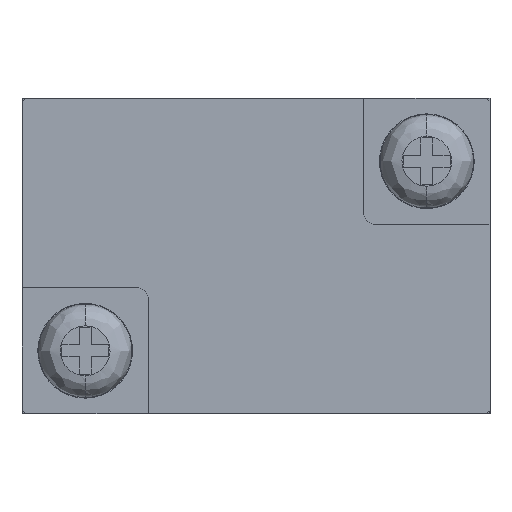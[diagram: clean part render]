
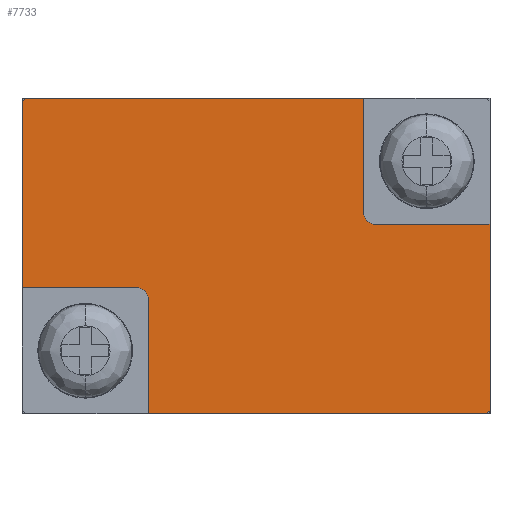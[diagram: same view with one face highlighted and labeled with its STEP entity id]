
A CAD part, front view. The second image highlights one B-rep face of the part: STEP entity #7733.
In plain terms, the highlighted planar face has unit normal (0, -1, 0).
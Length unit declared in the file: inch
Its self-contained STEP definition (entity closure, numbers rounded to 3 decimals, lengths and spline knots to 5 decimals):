
#86 = VERTEX_POINT ( 'NONE', #1226 ) ;
#92 = DIRECTION ( 'NONE',  ( 0., 0., -1. ) ) ;
#94 = DIRECTION ( 'NONE',  ( 0.707, 0., 0.707 ) ) ;
#120 = DIRECTION ( 'NONE',  ( 0., -1., 0. ) ) ;
#134 = CARTESIAN_POINT ( 'NONE',  ( -0.40157, -0.29528, -0.14567 ) ) ;
#259 = CARTESIAN_POINT ( 'NONE',  ( 0.40157, -0.29528, 0.14567 ) ) ;
#301 = DIRECTION ( 'NONE',  ( 0., 0., -1. ) ) ;
#339 = CARTESIAN_POINT ( 'NONE',  ( -0.7874, -0.29528, -0.1063 ) ) ;
#385 = CARTESIAN_POINT ( 'NONE',  ( 0., -0.29528, 0.1063 ) ) ;
#500 = DIRECTION ( 'NONE',  ( 0., 0., 1. ) ) ;
#524 = VECTOR ( 'NONE', #1692, 39.37008 ) ;
#659 = CIRCLE ( 'NONE', #7717, 0.03937 ) ;
#660 = CARTESIAN_POINT ( 'NONE',  ( 0.77559, -0.29528, -0.5315 ) ) ;
#838 = CARTESIAN_POINT ( 'NONE',  ( 0.3622, -0.29528, 0. ) ) ;
#903 = EDGE_CURVE ( 'NONE', #3201, #5445, #6668, .T. ) ;
#923 = DIRECTION ( 'NONE',  ( 0., 0., -1. ) ) ;
#968 = EDGE_CURVE ( 'NONE', #5445, #5777, #3009, .T. ) ;
#1069 = ORIENTED_EDGE ( 'NONE', *, *, #7501, .F. ) ;
#1226 = CARTESIAN_POINT ( 'NONE',  ( 0.7874, -0.29528, 0.1063 ) ) ;
#1386 = AXIS2_PLACEMENT_3D ( 'NONE', #134, #120, #92 ) ;
#1387 = ORIENTED_EDGE ( 'NONE', *, *, #6725, .T. ) ;
#1401 = VECTOR ( 'NONE', #7295, 39.37008 ) ;
#1488 = VERTEX_POINT ( 'NONE', #660 ) ;
#1596 = DIRECTION ( 'NONE',  ( 0., 1., 0. ) ) ;
#1608 = ORIENTED_EDGE ( 'NONE', *, *, #3843, .T. ) ;
#1692 = DIRECTION ( 'NONE',  ( 1., 0., 0. ) ) ;
#2013 = ORIENTED_EDGE ( 'NONE', *, *, #5108, .F. ) ;
#2098 = VERTEX_POINT ( 'NONE', #7053 ) ;
#2264 = LINE ( 'NONE', #385, #524 ) ;
#2272 = CARTESIAN_POINT ( 'NONE',  ( -0.3622, -0.29528, -0.5315 ) ) ;
#2295 = EDGE_CURVE ( 'NONE', #1488, #5142, #3267, .T. ) ;
#2354 = EDGE_CURVE ( 'NONE', #5777, #5670, #5966, .T. ) ;
#2459 = VECTOR ( 'NONE', #8013, 39.37008 ) ;
#2696 = ORIENTED_EDGE ( 'NONE', *, *, #903, .F. ) ;
#2825 = CARTESIAN_POINT ( 'NONE',  ( 0., -0.29528, 0. ) ) ;
#2986 = CARTESIAN_POINT ( 'NONE',  ( 0.3622, -0.29528, 0.5315 ) ) ;
#2995 = CARTESIAN_POINT ( 'NONE',  ( 0.77559, -0.29528, -0.5315 ) ) ;
#3009 = LINE ( 'NONE', #5993, #4819 ) ;
#3046 = LINE ( 'NONE', #2272, #4472 ) ;
#3140 = LINE ( 'NONE', #7593, #5824 ) ;
#3201 = VERTEX_POINT ( 'NONE', #6969 ) ;
#3267 = LINE ( 'NONE', #2995, #1401 ) ;
#3301 = EDGE_CURVE ( 'NONE', #7863, #2098, #7690, .T. ) ;
#3469 = VERTEX_POINT ( 'NONE', #6000 ) ;
#3843 = EDGE_CURVE ( 'NONE', #4404, #2098, #659, .T. ) ;
#4070 = VERTEX_POINT ( 'NONE', #4253 ) ;
#4075 = CARTESIAN_POINT ( 'NONE',  ( -0.7874, -0.29528, 0.51969 ) ) ;
#4084 = PLANE ( 'NONE',  #7830 ) ;
#4119 = VECTOR ( 'NONE', #4355, 39.37008 ) ;
#4253 = CARTESIAN_POINT ( 'NONE',  ( -0.77559, -0.29528, 0.5315 ) ) ;
#4281 = CARTESIAN_POINT ( 'NONE',  ( -0.7874, -0.29528, -0.51969 ) ) ;
#4355 = DIRECTION ( 'NONE',  ( -0.707, 0., -0.707 ) ) ;
#4404 = VERTEX_POINT ( 'NONE', #7140 ) ;
#4459 = ORIENTED_EDGE ( 'NONE', *, *, #5941, .F. ) ;
#4472 = VECTOR ( 'NONE', #301, 39.37008 ) ;
#4670 = DIRECTION ( 'NONE',  ( 0., 1., 0. ) ) ;
#4804 = ORIENTED_EDGE ( 'NONE', *, *, #2354, .F. ) ;
#4819 = VECTOR ( 'NONE', #5968, 39.37008 ) ;
#5084 = ORIENTED_EDGE ( 'NONE', *, *, #968, .F. ) ;
#5108 = EDGE_CURVE ( 'NONE', #4070, #7863, #5533, .T. ) ;
#5142 = VERTEX_POINT ( 'NONE', #6816 ) ;
#5182 = ORIENTED_EDGE ( 'NONE', *, *, #3301, .F. ) ;
#5445 = VERTEX_POINT ( 'NONE', #7818 ) ;
#5511 = ORIENTED_EDGE ( 'NONE', *, *, #2295, .F. ) ;
#5533 = LINE ( 'NONE', #7401, #2459 ) ;
#5670 = VERTEX_POINT ( 'NONE', #4075 ) ;
#5777 = VERTEX_POINT ( 'NONE', #339 ) ;
#5824 = VECTOR ( 'NONE', #94, 39.37008 ) ;
#5919 = DIRECTION ( 'NONE',  ( 0., 0., 1. ) ) ;
#5941 = EDGE_CURVE ( 'NONE', #3469, #1488, #7176, .T. ) ;
#5966 = LINE ( 'NONE', #4281, #7414 ) ;
#5968 = DIRECTION ( 'NONE',  ( -1., 0., 0. ) ) ;
#5993 = CARTESIAN_POINT ( 'NONE',  ( 0., -0.29528, -0.1063 ) ) ;
#6000 = CARTESIAN_POINT ( 'NONE',  ( 0.7874, -0.29528, -0.51969 ) ) ;
#6098 = EDGE_CURVE ( 'NONE', #5670, #4070, #3140, .T. ) ;
#6110 = FACE_OUTER_BOUND ( 'NONE', #6818, .T. ) ;
#6349 = CARTESIAN_POINT ( 'NONE',  ( 0.7874, -0.29528, 0.51969 ) ) ;
#6652 = ORIENTED_EDGE ( 'NONE', *, *, #6098, .F. ) ;
#6668 = CIRCLE ( 'NONE', #1386, 0.03937 ) ;
#6725 = EDGE_CURVE ( 'NONE', #3201, #5142, #3046, .T. ) ;
#6816 = CARTESIAN_POINT ( 'NONE',  ( -0.3622, -0.29528, -0.5315 ) ) ;
#6818 = EDGE_LOOP ( 'NONE', ( #2696, #1387, #5511, #4459, #1069, #7284, #1608, #5182, #2013, #6652, #4804, #5084 ) ) ;
#6967 = DIRECTION ( 'NONE',  ( 0., 0., -1. ) ) ;
#6969 = CARTESIAN_POINT ( 'NONE',  ( -0.3622, -0.29528, -0.14567 ) ) ;
#7051 = DIRECTION ( 'NONE',  ( 0., 0., -1. ) ) ;
#7053 = CARTESIAN_POINT ( 'NONE',  ( 0.3622, -0.29528, 0.14567 ) ) ;
#7140 = CARTESIAN_POINT ( 'NONE',  ( 0.40157, -0.29528, 0.1063 ) ) ;
#7176 = LINE ( 'NONE', #8025, #4119 ) ;
#7258 = VECTOR ( 'NONE', #6967, 39.37008 ) ;
#7281 = EDGE_CURVE ( 'NONE', #4404, #86, #2264, .T. ) ;
#7284 = ORIENTED_EDGE ( 'NONE', *, *, #7281, .F. ) ;
#7295 = DIRECTION ( 'NONE',  ( -1., 0., 0. ) ) ;
#7401 = CARTESIAN_POINT ( 'NONE',  ( -0.77559, -0.29528, 0.5315 ) ) ;
#7414 = VECTOR ( 'NONE', #500, 39.37008 ) ;
#7461 = LINE ( 'NONE', #6349, #7258 ) ;
#7499 = VECTOR ( 'NONE', #7051, 39.37008 ) ;
#7501 = EDGE_CURVE ( 'NONE', #86, #3469, #7461, .T. ) ;
#7593 = CARTESIAN_POINT ( 'NONE',  ( -0.7874, -0.29528, 0.51969 ) ) ;
#7690 = LINE ( 'NONE', #838, #7499 ) ;
#7717 = AXIS2_PLACEMENT_3D ( 'NONE', #259, #4670, #923 ) ;
#7733 = ADVANCED_FACE ( 'NONE', ( #6110 ), #4084, .F. ) ;
#7818 = CARTESIAN_POINT ( 'NONE',  ( -0.40157, -0.29528, -0.1063 ) ) ;
#7830 = AXIS2_PLACEMENT_3D ( 'NONE', #2825, #1596, #5919 ) ;
#7863 = VERTEX_POINT ( 'NONE', #2986 ) ;
#8013 = DIRECTION ( 'NONE',  ( 1., 0., 0. ) ) ;
#8025 = CARTESIAN_POINT ( 'NONE',  ( 0.7874, -0.29528, -0.51969 ) ) ;
